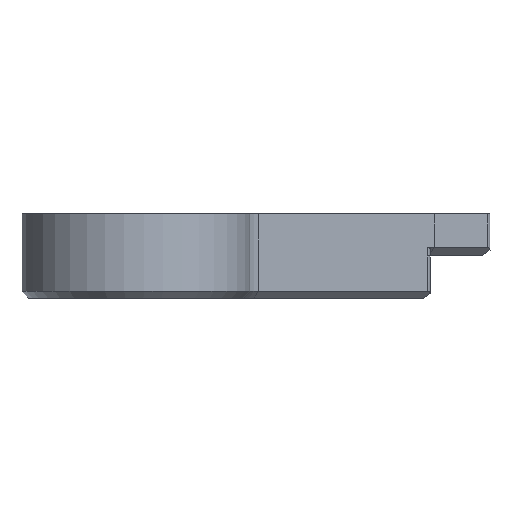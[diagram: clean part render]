
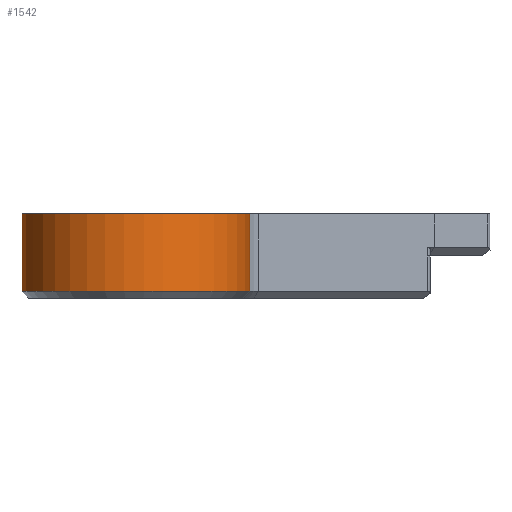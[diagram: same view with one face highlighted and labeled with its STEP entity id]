
A CAD part, left-side view. The second image highlights one B-rep face of the part: STEP entity #1542.
In plain terms, the highlighted cylindrical face has radius 13.5 mm (diameter 27 mm), a partial arc.
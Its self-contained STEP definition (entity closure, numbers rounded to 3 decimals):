
#179 = PLANE('',#180);
#180 = AXIS2_PLACEMENT_3D('',#181,#182,#183);
#181 = CARTESIAN_POINT('',(-22.588,22.588,10.));
#182 = DIRECTION('',(0.,0.,1.));
#183 = DIRECTION('',(1.,0.,0.));
#207 = CYLINDRICAL_SURFACE('',#208,5.);
#208 = AXIS2_PLACEMENT_3D('',#209,#210,#211);
#209 = CARTESIAN_POINT('',(-17.279,31.421,0.));
#210 = DIRECTION('',(0.,0.,1.));
#211 = DIRECTION('',(-0.707,-0.707,0.));
#475 = VERTEX_POINT('',#476);
#476 = CARTESIAN_POINT('',(-22.164,32.484,0.8));
#498 = EDGE_CURVE('',#475,#499,#501,.T.);
#499 = VERTEX_POINT('',#500);
#500 = CARTESIAN_POINT('',(-22.164,32.484,10.));
#501 = SURFACE_CURVE('',#502,(#506,#513),.PCURVE_S1.);
#502 = LINE('',#503,#504);
#503 = CARTESIAN_POINT('',(-22.164,32.484,0.));
#504 = VECTOR('',#505,1.);
#505 = DIRECTION('',(0.,0.,1.));
#506 = PCURVE('',#207,#507);
#507 = DEFINITIONAL_REPRESENTATION('',(#508),#512);
#508 = LINE('',#509,#510);
#509 = CARTESIAN_POINT('',(-1.,0.));
#510 = VECTOR('',#511,1.);
#511 = DIRECTION('',(-0.,1.));
#512 = ( GEOMETRIC_REPRESENTATION_CONTEXT(2) 
PARAMETRIC_REPRESENTATION_CONTEXT() REPRESENTATION_CONTEXT('2D SPACE',''
  ) );
#513 = PCURVE('',#514,#519);
#514 = CYLINDRICAL_SURFACE('',#515,13.5);
#515 = AXIS2_PLACEMENT_3D('',#516,#517,#518);
#516 = CARTESIAN_POINT('',(-35.355,35.355,0.));
#517 = DIRECTION('',(-0.,-0.,-1.));
#518 = DIRECTION('',(1.,0.,0.));
#519 = DEFINITIONAL_REPRESENTATION('',(#520),#524);
#520 = LINE('',#521,#522);
#521 = CARTESIAN_POINT('',(-6.069,0.));
#522 = VECTOR('',#523,1.);
#523 = DIRECTION('',(-0.,-1.));
#524 = ( GEOMETRIC_REPRESENTATION_CONTEXT(2) 
PARAMETRIC_REPRESENTATION_CONTEXT() REPRESENTATION_CONTEXT('2D SPACE',''
  ) );
#640 = EDGE_CURVE('',#499,#641,#643,.T.);
#641 = VERTEX_POINT('',#642);
#642 = CARTESIAN_POINT('',(-32.484,22.164,10.));
#643 = SURFACE_CURVE('',#644,(#649,#656),.PCURVE_S1.);
#644 = CIRCLE('',#645,13.5);
#645 = AXIS2_PLACEMENT_3D('',#646,#647,#648);
#646 = CARTESIAN_POINT('',(-35.355,35.355,10.));
#647 = DIRECTION('',(0.,0.,1.));
#648 = DIRECTION('',(1.,0.,0.));
#649 = PCURVE('',#179,#650);
#650 = DEFINITIONAL_REPRESENTATION('',(#651),#655);
#651 = CIRCLE('',#652,13.5);
#652 = AXIS2_PLACEMENT_2D('',#653,#654);
#653 = CARTESIAN_POINT('',(-12.767,12.767));
#654 = DIRECTION('',(1.,0.));
#655 = ( GEOMETRIC_REPRESENTATION_CONTEXT(2) 
PARAMETRIC_REPRESENTATION_CONTEXT() REPRESENTATION_CONTEXT('2D SPACE',''
  ) );
#656 = PCURVE('',#514,#657);
#657 = DEFINITIONAL_REPRESENTATION('',(#658),#662);
#658 = LINE('',#659,#660);
#659 = CARTESIAN_POINT('',(-0.,-10.));
#660 = VECTOR('',#661,1.);
#661 = DIRECTION('',(-1.,0.));
#662 = ( GEOMETRIC_REPRESENTATION_CONTEXT(2) 
PARAMETRIC_REPRESENTATION_CONTEXT() REPRESENTATION_CONTEXT('2D SPACE',''
  ) );
#681 = CYLINDRICAL_SURFACE('',#682,5.);
#682 = AXIS2_PLACEMENT_3D('',#683,#684,#685);
#683 = CARTESIAN_POINT('',(-31.421,17.279,0.));
#684 = DIRECTION('',(0.,0.,1.));
#685 = DIRECTION('',(0.707,0.707,0.));
#1257 = CONICAL_SURFACE('',#1258,13.5,0.785);
#1258 = AXIS2_PLACEMENT_3D('',#1259,#1260,#1261);
#1259 = CARTESIAN_POINT('',(-35.355,35.355,0.8));
#1260 = DIRECTION('',(0.,0.,1.));
#1261 = DIRECTION('',(0.213,-0.977,0.));
#1542 = ADVANCED_FACE('',(#1543),#514,.T.);
#1543 = FACE_BOUND('',#1544,.F.);
#1544 = EDGE_LOOP('',(#1545,#1546,#1547,#1570));
#1545 = ORIENTED_EDGE('',*,*,#498,.T.);
#1546 = ORIENTED_EDGE('',*,*,#640,.T.);
#1547 = ORIENTED_EDGE('',*,*,#1548,.F.);
#1548 = EDGE_CURVE('',#1549,#641,#1551,.T.);
#1549 = VERTEX_POINT('',#1550);
#1550 = CARTESIAN_POINT('',(-32.484,22.164,0.8));
#1551 = SURFACE_CURVE('',#1552,(#1556,#1563),.PCURVE_S1.);
#1552 = LINE('',#1553,#1554);
#1553 = CARTESIAN_POINT('',(-32.484,22.164,0.));
#1554 = VECTOR('',#1555,1.);
#1555 = DIRECTION('',(0.,0.,1.));
#1556 = PCURVE('',#514,#1557);
#1557 = DEFINITIONAL_REPRESENTATION('',(#1558),#1562);
#1558 = LINE('',#1559,#1560);
#1559 = CARTESIAN_POINT('',(-11.21,0.));
#1560 = VECTOR('',#1561,1.);
#1561 = DIRECTION('',(-0.,-1.));
#1562 = ( GEOMETRIC_REPRESENTATION_CONTEXT(2) 
PARAMETRIC_REPRESENTATION_CONTEXT() REPRESENTATION_CONTEXT('2D SPACE',''
  ) );
#1563 = PCURVE('',#681,#1564);
#1564 = DEFINITIONAL_REPRESENTATION('',(#1565),#1569);
#1565 = LINE('',#1566,#1567);
#1566 = CARTESIAN_POINT('',(1.,0.));
#1567 = VECTOR('',#1568,1.);
#1568 = DIRECTION('',(0.,1.));
#1569 = ( GEOMETRIC_REPRESENTATION_CONTEXT(2) 
PARAMETRIC_REPRESENTATION_CONTEXT() REPRESENTATION_CONTEXT('2D SPACE',''
  ) );
#1570 = ORIENTED_EDGE('',*,*,#1571,.T.);
#1571 = EDGE_CURVE('',#1549,#475,#1572,.T.);
#1572 = SURFACE_CURVE('',#1573,(#1578,#1585),.PCURVE_S1.);
#1573 = CIRCLE('',#1574,13.5);
#1574 = AXIS2_PLACEMENT_3D('',#1575,#1576,#1577);
#1575 = CARTESIAN_POINT('',(-35.355,35.355,0.8));
#1576 = DIRECTION('',(0.,-0.,-1.));
#1577 = DIRECTION('',(0.213,-0.977,0.));
#1578 = PCURVE('',#514,#1579);
#1579 = DEFINITIONAL_REPRESENTATION('',(#1580),#1584);
#1580 = LINE('',#1581,#1582);
#1581 = CARTESIAN_POINT('',(-11.21,-0.8));
#1582 = VECTOR('',#1583,1.);
#1583 = DIRECTION('',(1.,-0.));
#1584 = ( GEOMETRIC_REPRESENTATION_CONTEXT(2) 
PARAMETRIC_REPRESENTATION_CONTEXT() REPRESENTATION_CONTEXT('2D SPACE',''
  ) );
#1585 = PCURVE('',#1257,#1586);
#1586 = DEFINITIONAL_REPRESENTATION('',(#1587),#1591);
#1587 = LINE('',#1588,#1589);
#1588 = CARTESIAN_POINT('',(-0.,-0.));
#1589 = VECTOR('',#1590,1.);
#1590 = DIRECTION('',(-1.,-0.));
#1591 = ( GEOMETRIC_REPRESENTATION_CONTEXT(2) 
PARAMETRIC_REPRESENTATION_CONTEXT() REPRESENTATION_CONTEXT('2D SPACE',''
  ) );
